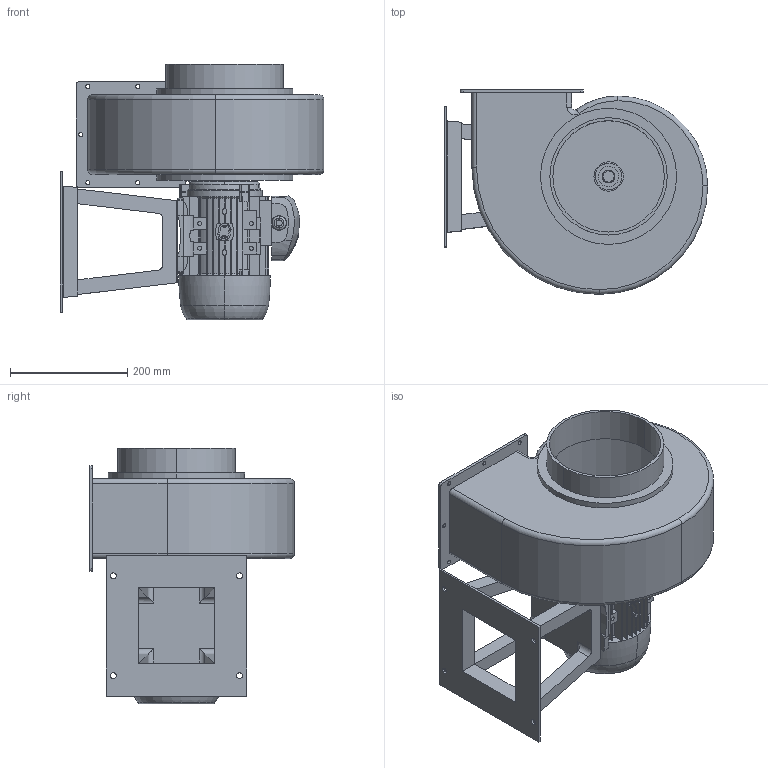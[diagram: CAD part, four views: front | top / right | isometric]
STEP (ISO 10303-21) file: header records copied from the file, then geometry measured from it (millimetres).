
FILE_DESCRIPTION (( 'STEP AP203' ), '1' );
FILE_NAME ('Assieme 160.STEP', '2022-03-28T14:07:25', ( '' ), ( '' ), 'SwSTEP 2.0', 'SolidWorks 2018', '' );
FILE_SCHEMA (( 'CONFIG_CONTROL_DESIGN' ));
Length unit declared in the file: millimetre
Products named in the file (4): Chiocciola 160; delphi2_80_B3; Assieme 160; Sedia 160
Assembly tree (3 placements, depth 2):
  Assieme 160
    Chiocciola 160
    delphi2_80_B3
    Sedia 160
Bounding box: 449 x 349 x 435.6 mm (x, y, z)
Volume: 7781570.1 mm3; surface area: 1341361.7 mm2
Topology: 3 solids, 9 shells, 1209 faces, 3264 edges, 2094 vertices
Faces by surface type: plane 557, cylinder 416, bspline 122, cone 80, torus 34
Entity records: 52671 total; most frequent: CARTESIAN_POINT 22309, ORIENTED_EDGE 6528, DIRECTION 5993, EDGE_CURVE 3264, AXIS2_PLACEMENT_3D 2132, VERTEX_POINT 2094, LINE 1729, VECTOR 1729
